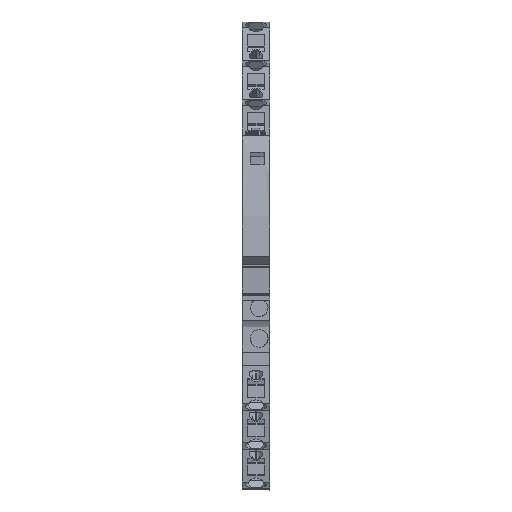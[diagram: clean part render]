
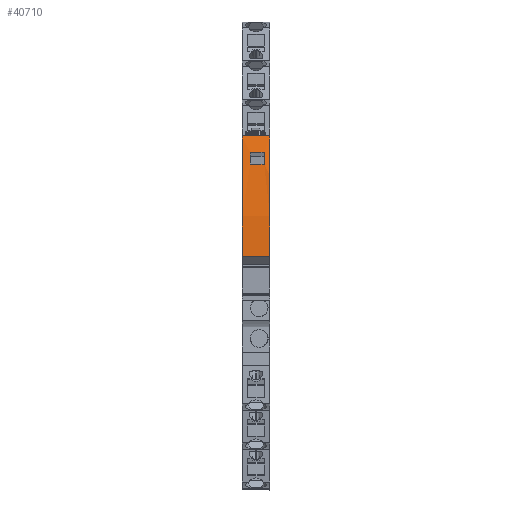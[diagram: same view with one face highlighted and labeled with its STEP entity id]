
A CAD part, top view. The second image highlights one B-rep face of the part: STEP entity #40710.
In plain terms, the highlighted cylindrical face has radius 100 mm (diameter 200 mm), a partial arc.
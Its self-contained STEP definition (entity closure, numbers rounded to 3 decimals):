
#290=CARTESIAN_POINT('',(3.786,88.59,
0.));
#300=VERTEX_POINT('',#290);
#350=CARTESIAN_POINT('',(-23.558,-7.599,
0.));
#360=DIRECTION('',(0.,0.,-1.));
#370=DIRECTION('',(1.,0.,0.));
#380=AXIS2_PLACEMENT_3D('',#350,#360,#370);
#390=CIRCLE('',#380,100.);
#400=CARTESIAN_POINT('',(-23.462,92.401,
0.));
#410=VERTEX_POINT('',#400);
#420=EDGE_CURVE('',#410,#300,#390,.T.);
#31880=CARTESIAN_POINT('',(-23.462,92.401,
6.3));
#31890=VERTEX_POINT('',#31880);
#31920=CARTESIAN_POINT('',(-23.558,-7.599,
6.3));
#31930=DIRECTION('',(0.,0.,1.));
#31940=DIRECTION('',(1.,0.,0.));
#31950=AXIS2_PLACEMENT_3D('',#31920,#31930,#31940);
#31960=CIRCLE('',#31950,100.);
#31970=CARTESIAN_POINT('',(3.786,88.59,
6.3));
#31980=VERTEX_POINT('',#31970);
#31990=EDGE_CURVE('',#31980,#31890,#31960,.T.);
#39390=CARTESIAN_POINT('',(-23.462,92.401,
0.));
#39400=DIRECTION('',(0.,0.,-1.));
#39410=VECTOR('',#39400,1.);
#39420=LINE('',#39390,#39410);
#39430=EDGE_CURVE('',#31890,#410,#39420,.T.);
#39870=CARTESIAN_POINT('',(-23.558,-7.599,
0.));
#39880=DIRECTION('',(0.,0.,-1.));
#39890=DIRECTION('',(1.,0.,0.));
#39900=AXIS2_PLACEMENT_3D('',#39870,#39880,#39890);
#39910=CYLINDRICAL_SURFACE('',#39900,100.);
#39920=CARTESIAN_POINT('',(-2.089,86.991,
5.325));
#39930=DIRECTION('',(-0.985,-0.174,
-0.009));
#39940=DIRECTION('',(0.174,-0.985,
0.));
#39950=AXIS2_PLACEMENT_3D('',#39920,#39930,#39940);
#39960=PLANE('',#39950);
#39970=CARTESIAN_POINT('',(-2.621,90.184,
1.85));
#39980=CARTESIAN_POINT('',(-2.623,90.185,
2.113));
#39990=CARTESIAN_POINT('',(-2.626,90.186,
2.375));
#40000=CARTESIAN_POINT('',(-2.628,90.186,
2.638));
#40010=CARTESIAN_POINT('',(-2.631,90.187,
2.9));
#40020=CARTESIAN_POINT('',(-2.633,90.187,
3.163));
#40030=CARTESIAN_POINT('',(-2.636,90.188,
3.425));
#40040=CARTESIAN_POINT('',(-2.638,90.188,
3.688));
#40050=CARTESIAN_POINT('',(-2.64,90.189,
3.95));
#40060=CARTESIAN_POINT('',(-2.643,90.189,
4.212));
#40070=CARTESIAN_POINT('',(-2.645,90.19,
4.475));
#40080=CARTESIAN_POINT('',(-2.648,90.19,
4.737));
#40090=CARTESIAN_POINT('',(-2.65,90.191,
5.));
#40100=B_SPLINE_CURVE_WITH_KNOTS('',3,(#39970,#39980,#39990,#40000,
#40010,#40020,#40030,#40040,#40050,#40060,#40070,#40080,#40090),
.UNSPECIFIED.,.F.,.F.,(4,3,3,3,4),(0.,0.788,1.575
,2.363,3.15),.UNSPECIFIED.);
#40110=SURFACE_CURVE('',#40100,(#39910,#39960),.CURVE_3D.);
#40120=CARTESIAN_POINT('',(-2.621,90.184,
1.85));
#40130=VERTEX_POINT('',#40120);
#40140=CARTESIAN_POINT('',(-2.65,90.191,
5.));
#40150=VERTEX_POINT('',#40140);
#40160=EDGE_CURVE('',#40130,#40150,#40110,.T.);
#40170=ORIENTED_EDGE('',*,*,#40160,.F.);
#40180=CARTESIAN_POINT('',(-23.558,-7.599,
5.));
#40190=DIRECTION('',(0.,0.,-1.));
#40200=DIRECTION('',(0.209,0.978,
0.));
#40210=AXIS2_PLACEMENT_3D('',#40180,#40190,#40200);
#40220=CIRCLE('',#40210,100.);
#40230=CARTESIAN_POINT('',(0.072,89.569,
5.));
#40240=VERTEX_POINT('',#40230);
#40250=EDGE_CURVE('',#40150,#40240,#40220,.T.);
#40260=ORIENTED_EDGE('',*,*,#40250,.F.);
#40270=CARTESIAN_POINT('',(-0.151,86.991,
5.325));
#40280=DIRECTION('',(0.996,-0.087,
-0.009));
#40290=DIRECTION('',(0.087,0.996,
0.));
#40300=AXIS2_PLACEMENT_3D('',#40270,#40280,#40290);
#40310=PLANE('',#40300);
#40320=CARTESIAN_POINT('',(0.072,89.569,
5.));
#40330=CARTESIAN_POINT('',(0.069,89.569,
4.737));
#40340=CARTESIAN_POINT('',(0.067,89.57,
4.475));
#40350=CARTESIAN_POINT('',(0.065,89.571,
4.212));
#40360=CARTESIAN_POINT('',(0.063,89.571,
3.95));
#40370=CARTESIAN_POINT('',(0.06,89.572,
3.688));
#40380=CARTESIAN_POINT('',(0.058,89.572,
3.425));
#40390=CARTESIAN_POINT('',(0.056,89.573,
3.163));
#40400=CARTESIAN_POINT('',(0.054,89.573,
2.9));
#40410=CARTESIAN_POINT('',(0.051,89.574,
2.638));
#40420=CARTESIAN_POINT('',(0.049,89.574,
2.375));
#40430=CARTESIAN_POINT('',(0.047,89.575,
2.113));
#40440=CARTESIAN_POINT('',(0.045,89.575,
1.85));
#40450=B_SPLINE_CURVE_WITH_KNOTS('',3,(#40320,#40330,#40340,#40350,
#40360,#40370,#40380,#40390,#40400,#40410,#40420,#40430,#40440),
.UNSPECIFIED.,.F.,.F.,(4,3,3,3,4),(0.,0.788,1.575,
2.363,3.15),.UNSPECIFIED.);
#40460=SURFACE_CURVE('',#40450,(#39910,#40310),.CURVE_3D.);
#40470=CARTESIAN_POINT('',(0.045,89.575,
1.85));
#40480=VERTEX_POINT('',#40470);
#40490=EDGE_CURVE('',#40240,#40480,#40460,.T.);
#40500=ORIENTED_EDGE('',*,*,#40490,.F.);
#40510=CARTESIAN_POINT('',(-23.558,-7.599,
1.85));
#40520=DIRECTION('',(0.,0.,1.));
#40530=DIRECTION('',(0.236,0.972,
0.));
#40540=AXIS2_PLACEMENT_3D('',#40510,#40520,#40530);
#40550=CIRCLE('',#40540,100.);
#40560=EDGE_CURVE('',#40480,#40130,#40550,.T.);
#40570=ORIENTED_EDGE('',*,*,#40560,.F.);
#40580=EDGE_LOOP('',(#40570,#40500,#40260,#40170));
#40590=FACE_BOUND('',#40580,.T.);
#40600=CARTESIAN_POINT('',(3.786,88.59,
0.));
#40610=DIRECTION('',(0.,0.,-1.));
#40620=VECTOR('',#40610,1.);
#40630=LINE('',#40600,#40620);
#40640=EDGE_CURVE('',#31980,#300,#40630,.T.);
#40650=ORIENTED_EDGE('',*,*,#40640,.T.);
#40660=ORIENTED_EDGE('',*,*,#31990,.F.);
#40670=ORIENTED_EDGE('',*,*,#39430,.F.);
#40680=ORIENTED_EDGE('',*,*,#420,.F.);
#40690=EDGE_LOOP('',(#40680,#40670,#40660,#40650));
#40700=FACE_OUTER_BOUND('',#40690,.T.);
#40710=ADVANCED_FACE('',(#40590,#40700),#39910,.T.);
